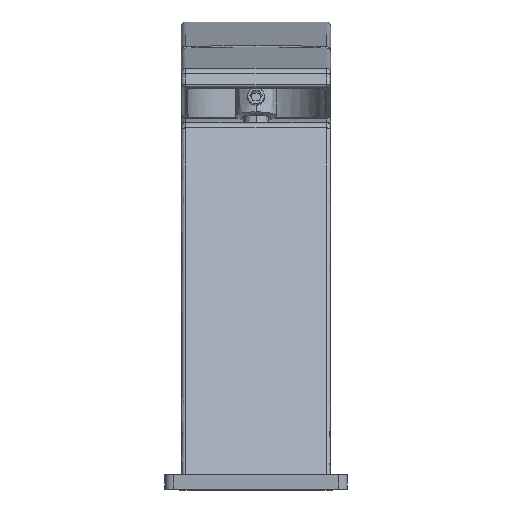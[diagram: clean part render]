
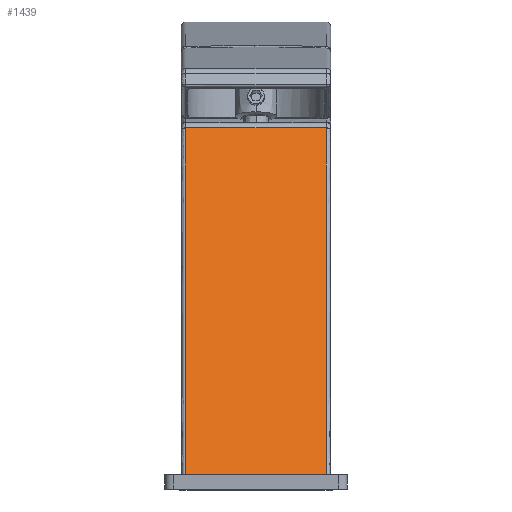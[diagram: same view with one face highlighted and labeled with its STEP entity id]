
A CAD part, left-side view. The second image highlights one B-rep face of the part: STEP entity #1439.
In plain terms, the highlighted planar face has unit normal (-0.94, 0, 0.342).
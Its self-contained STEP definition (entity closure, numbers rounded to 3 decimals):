
#310=PLANE('',#25511);
#1439=ADVANCED_FACE('',(#3022),#310,.T.);
#3022=FACE_OUTER_BOUND('',#4608,.T.);
#4608=EDGE_LOOP('',(#6612,#6613,#6614,#6615));
#6612=ORIENTED_EDGE('',*,*,#14312,.T.);
#6613=ORIENTED_EDGE('',*,*,#14313,.F.);
#6614=ORIENTED_EDGE('',*,*,#14315,.T.);
#6615=ORIENTED_EDGE('',*,*,#14314,.T.);
#14312=EDGE_CURVE('',#22282,#22283,#19602,.T.);
#14313=EDGE_CURVE('',#22284,#22283,#19603,.T.);
#14314=EDGE_CURVE('',#22285,#22282,#19604,.T.);
#14315=EDGE_CURVE('',#22284,#22285,#19605,.T.);
#19602=B_SPLINE_CURVE_WITH_KNOTS('',1,(#29831,#29832),.UNSPECIFIED.,.F.,
 .F.,(2,2),(0.,34.),.UNSPECIFIED.);
#19603=B_SPLINE_CURVE_WITH_KNOTS('',1,(#29833,#29834),.UNSPECIFIED.,.F.,
 .F.,(2,2),(0.,89.055),.UNSPECIFIED.);
#19604=B_SPLINE_CURVE_WITH_KNOTS('',1,(#29835,#29836),.UNSPECIFIED.,.F.,
 .F.,(2,2),(-89.055,0.),.UNSPECIFIED.);
#19605=B_SPLINE_CURVE_WITH_KNOTS('',1,(#29837,#29838),.UNSPECIFIED.,.F.,
 .F.,(2,2),(0.,34.),.UNSPECIFIED.);
#22282=VERTEX_POINT('',#29827);
#22283=VERTEX_POINT('',#29828);
#22284=VERTEX_POINT('',#29829);
#22285=VERTEX_POINT('',#29830);
#25511=AXIS2_PLACEMENT_3D('',#29826,#26418,$);
#26418=DIRECTION('',(-0.94,0.,0.342));
#29826=CARTESIAN_POINT('',(6.638,28.984,71.942));
#29827=CARTESIAN_POINT('',(-27.,25.278,-20.478));
#29828=CARTESIAN_POINT('',(-27.,-8.722,-20.478));
#29829=CARTESIAN_POINT('',(3.458,-8.722,63.206));
#29830=CARTESIAN_POINT('',(3.458,25.278,63.206));
#29831=CARTESIAN_POINT('',(-27.,25.278,-20.478));
#29832=CARTESIAN_POINT('',(-27.,-8.722,-20.478));
#29833=CARTESIAN_POINT('',(3.458,-8.722,63.206));
#29834=CARTESIAN_POINT('',(-27.,-8.722,-20.478));
#29835=CARTESIAN_POINT('',(3.458,25.278,63.206));
#29836=CARTESIAN_POINT('',(-27.,25.278,-20.478));
#29837=CARTESIAN_POINT('',(3.458,-8.722,63.206));
#29838=CARTESIAN_POINT('',(3.458,25.278,63.206));
